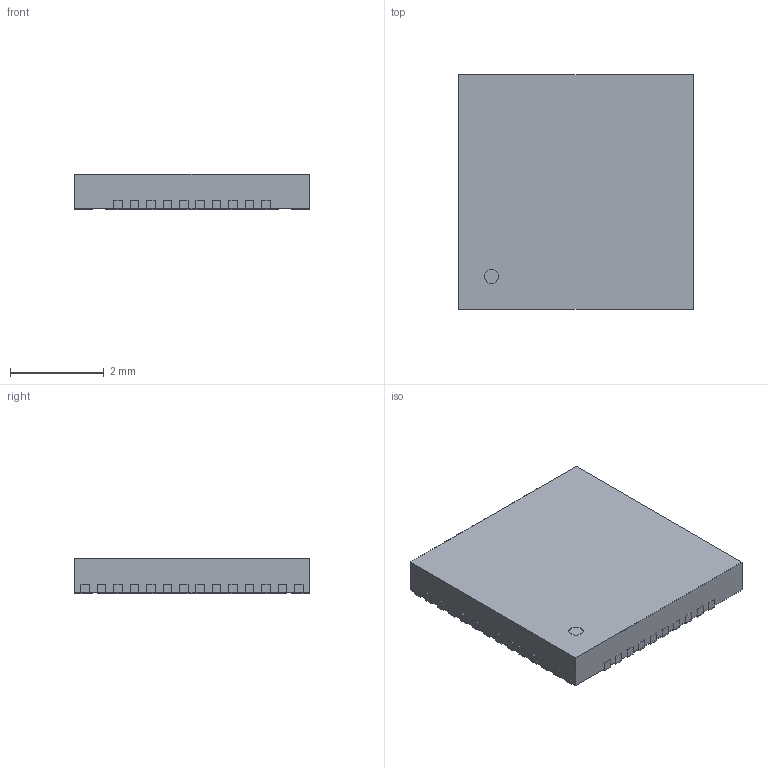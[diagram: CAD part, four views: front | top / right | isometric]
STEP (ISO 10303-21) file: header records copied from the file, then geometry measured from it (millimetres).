
FILE_DESCRIPTION(/* description */ (''),/* implementation_level */ '2;1');
FILE_NAME(/* name */ 'QFN48-5x5mm v3.step',/* time_stamp */ '2024-01-14T15:24:13+03:00',/* author */ (''),/* organization */ (''),/* preprocessor_version */ 'ST-DEVELOPER v20',/* originating_system */ 'Autodesk Translation Framework v12.14.0.127',/* authorisation */ '');
FILE_SCHEMA (('AUTOMOTIVE_DESIGN { 1 0 10303 214 3 1 1 }'));
Length unit declared in the file: millimetre
Products named in the file (3): QFN48-5x5mm; Pads; Body
Assembly tree (2 placements, depth 2):
  QFN48-5x5mm
    Pads
    Body
Bounding box: 5.03 x 5.03 x 0.75 mm (x, y, z)
Surface area: 112.6 mm2
Topology: 50 solids, 50 shells, 303 faces, 606 edges, 404 vertices
Faces by surface type: plane 302, cylinder 1
Full cylindrical faces by diameter (mm): 0.3 x1
Entity records: 7741 total; most frequent: CARTESIAN_POINT 1318, DIRECTION 1224, ORIENTED_EDGE 1212, EDGE_CURVE 606, LINE 604, VECTOR 604, VERTEX_POINT 404, AXIS2_PLACEMENT_3D 310
